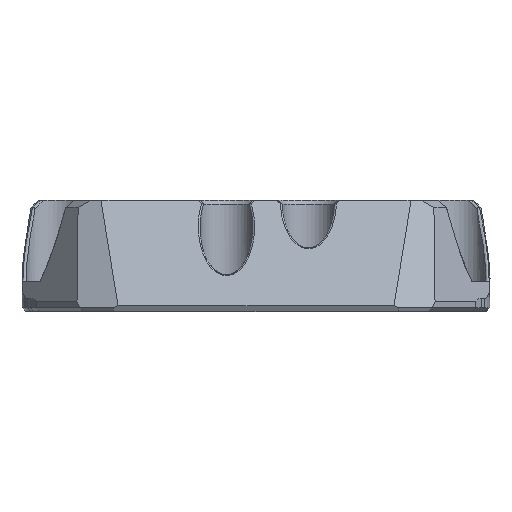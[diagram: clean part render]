
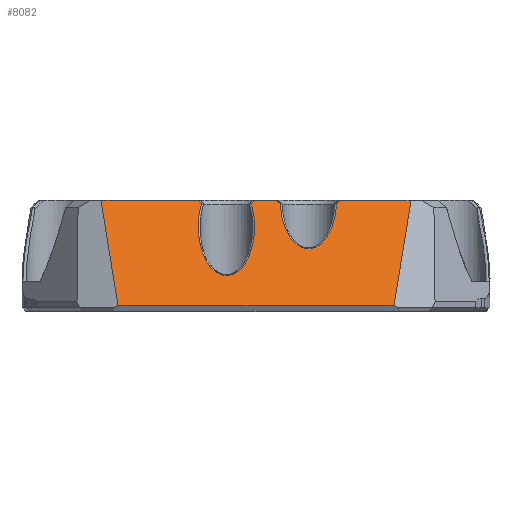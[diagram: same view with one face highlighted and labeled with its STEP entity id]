
A CAD part, top view. The second image highlights one B-rep face of the part: STEP entity #8082.
In plain terms, the highlighted planar face has unit normal (0, 0.5, 0.866).
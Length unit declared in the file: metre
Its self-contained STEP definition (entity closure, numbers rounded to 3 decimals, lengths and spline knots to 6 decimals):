
#143=ELLIPSE('',#8646,0.0061,0.00305);
#144=ELLIPSE('',#8647,0.0061,0.00305);
#556=B_SPLINE_CURVE_WITH_KNOTS('',3,(#11911,#11912,#11913,#11914),
 .UNSPECIFIED.,.F.,.F.,(4,4),(0.,0.000591),
 .UNSPECIFIED.);
#557=B_SPLINE_CURVE_WITH_KNOTS('',3,(#11918,#11919,#11920,#11921),
 .UNSPECIFIED.,.F.,.F.,(4,4),(0.,0.000591),.UNSPECIFIED.);
#558=B_SPLINE_CURVE_WITH_KNOTS('',3,(#11922,#11923,#11924,#11925),
 .UNSPECIFIED.,.F.,.F.,(4,4),(0.,0.000543),.UNSPECIFIED.);
#559=B_SPLINE_CURVE_WITH_KNOTS('',3,(#11929,#11930,#11931,#11932),
 .UNSPECIFIED.,.F.,.F.,(4,4),(0.,0.000543),.UNSPECIFIED.);
#1153=ORIENTED_EDGE('',*,*,#3648,.T.);
#1154=ORIENTED_EDGE('',*,*,#3582,.F.);
#1155=ORIENTED_EDGE('',*,*,#3649,.T.);
#1156=ORIENTED_EDGE('',*,*,#3650,.T.);
#1157=ORIENTED_EDGE('',*,*,#3651,.T.);
#1158=ORIENTED_EDGE('',*,*,#3610,.F.);
#1159=ORIENTED_EDGE('',*,*,#3652,.T.);
#1160=ORIENTED_EDGE('',*,*,#3653,.T.);
#1161=ORIENTED_EDGE('',*,*,#3654,.T.);
#1162=ORIENTED_EDGE('',*,*,#3606,.F.);
#1163=ORIENTED_EDGE('',*,*,#3655,.T.);
#1164=ORIENTED_EDGE('',*,*,#3656,.T.);
#3582=EDGE_CURVE('',#4829,#4830,#5526,.T.);
#3606=EDGE_CURVE('',#4853,#4854,#5538,.T.);
#3610=EDGE_CURVE('',#4857,#4858,#5539,.T.);
#3648=EDGE_CURVE('',#4895,#4830,#5545,.F.);
#3649=EDGE_CURVE('',#4829,#4896,#556,.T.);
#3650=EDGE_CURVE('',#4896,#4897,#143,.F.);
#3651=EDGE_CURVE('',#4897,#4858,#557,.T.);
#3652=EDGE_CURVE('',#4857,#4898,#558,.T.);
#3653=EDGE_CURVE('',#4898,#4899,#144,.F.);
#3654=EDGE_CURVE('',#4899,#4854,#559,.T.);
#3655=EDGE_CURVE('',#4853,#4900,#5546,.F.);
#3656=EDGE_CURVE('',#4900,#4895,#5547,.T.);
#4829=VERTEX_POINT('',#11722);
#4830=VERTEX_POINT('',#11723);
#4853=VERTEX_POINT('',#11799);
#4854=VERTEX_POINT('',#11801);
#4857=VERTEX_POINT('',#11813);
#4858=VERTEX_POINT('',#11815);
#4895=VERTEX_POINT('',#11910);
#4896=VERTEX_POINT('',#11915);
#4897=VERTEX_POINT('',#11917);
#4898=VERTEX_POINT('',#11926);
#4899=VERTEX_POINT('',#11928);
#4900=VERTEX_POINT('',#11934);
#5526=LINE('',#11721,#6232);
#5538=LINE('',#11800,#6244);
#5539=LINE('',#11814,#6245);
#5545=LINE('',#11909,#6251);
#5546=LINE('',#11933,#6252);
#5547=LINE('',#11935,#6253);
#6232=VECTOR('',#9378,1.);
#6244=VECTOR('',#9398,1.);
#6245=VECTOR('',#9401,1.);
#6251=VECTOR('',#9463,1.);
#6252=VECTOR('',#9468,1.);
#6253=VECTOR('',#9469,1.);
#6811=EDGE_LOOP('',(#1153,#1154,#1155,#1156,#1157,#1158,#1159,#1160,#1161,
#1162,#1163,#1164));
#7349=FACE_BOUND('',#6811,.T.);
#7855=PLANE('',#8645);
#8082=ADVANCED_FACE('',(#7349),#7855,.T.);
#8645=AXIS2_PLACEMENT_3D('',#11908,#9461,#9462);
#8646=AXIS2_PLACEMENT_3D('',#11916,#9464,#9465);
#8647=AXIS2_PLACEMENT_3D('',#11927,#9466,#9467);
#9378=DIRECTION('',(1.,0.,0.));
#9398=DIRECTION('',(1.,0.,0.));
#9401=DIRECTION('',(1.,0.,0.));
#9461=DIRECTION('',(0.,0.5,0.866));
#9462=DIRECTION('',(0.,-0.866,0.5));
#9463=DIRECTION('',(-0.139,-0.858,0.495));
#9464=DIRECTION('',(0.,0.5,0.866));
#9465=DIRECTION('',(0.,-0.866,0.5));
#9466=DIRECTION('',(0.,0.5,0.866));
#9467=DIRECTION('',(0.,-0.866,0.5));
#9468=DIRECTION('',(-0.139,0.858,-0.495));
#9469=DIRECTION('',(1.,0.,0.));
#11721=CARTESIAN_POINT('',(-0.013938,0.008,0.003143));
#11722=CARTESIAN_POINT('',(0.00909,0.008,0.003143));
#11723=CARTESIAN_POINT('',(0.016764,0.008,0.003143));
#11799=CARTESIAN_POINT('',(-0.016764,0.008,0.003143));
#11800=CARTESIAN_POINT('',(-0.013938,0.008,0.003143));
#11801=CARTESIAN_POINT('',(-0.006207,0.008,0.003143));
#11813=CARTESIAN_POINT('',(-0.000191,0.008,0.003143));
#11814=CARTESIAN_POINT('',(-0.013938,0.008,0.003143));
#11815=CARTESIAN_POINT('',(0.002224,0.008,0.003143));
#11908=CARTESIAN_POINT('',(-0.013938,0.008002,0.003142));
#11909=CARTESIAN_POINT('',(0.016175,0.004354,0.005248));
#11910=CARTESIAN_POINT('',(0.014923,-0.0034,0.009724));
#11911=CARTESIAN_POINT('',(0.00909,0.008,0.003143));
#11912=CARTESIAN_POINT('',(0.00896,0.007871,0.003217));
#11913=CARTESIAN_POINT('',(0.00883,0.007743,0.003291));
#11914=CARTESIAN_POINT('',(0.008697,0.007617,0.003364));
#11915=CARTESIAN_POINT('',(0.008697,0.007617,0.003364));
#11916=CARTESIAN_POINT('',(0.005657,0.008035,0.003123));
#11917=CARTESIAN_POINT('',(0.002616,0.007617,0.003364));
#11918=CARTESIAN_POINT('',(0.002616,0.007617,0.003364));
#11919=CARTESIAN_POINT('',(0.002484,0.007743,0.003291));
#11920=CARTESIAN_POINT('',(0.002353,0.007871,0.003217));
#11921=CARTESIAN_POINT('',(0.002224,0.008,0.003143));
#11922=CARTESIAN_POINT('',(-0.000191,0.008,0.003143));
#11923=CARTESIAN_POINT('',(-0.000296,0.007872,0.003216));
#11924=CARTESIAN_POINT('',(-0.000402,0.007745,0.00329));
#11925=CARTESIAN_POINT('',(-0.000507,0.007617,0.003364));
#11926=CARTESIAN_POINT('',(-0.000507,0.007617,0.003364));
#11927=CARTESIAN_POINT('',(-0.003199,0.005134,0.004797));
#11928=CARTESIAN_POINT('',(-0.005891,0.007617,0.003364));
#11929=CARTESIAN_POINT('',(-0.005891,0.007617,0.003364));
#11930=CARTESIAN_POINT('',(-0.005997,0.007745,0.00329));
#11931=CARTESIAN_POINT('',(-0.006102,0.007872,0.003216));
#11932=CARTESIAN_POINT('',(-0.006207,0.008,0.003143));
#11933=CARTESIAN_POINT('',(-0.01671,0.007666,0.003336));
#11934=CARTESIAN_POINT('',(-0.014923,-0.0034,0.009724));
#11935=CARTESIAN_POINT('',(0.017634,-0.0034,0.009724));
